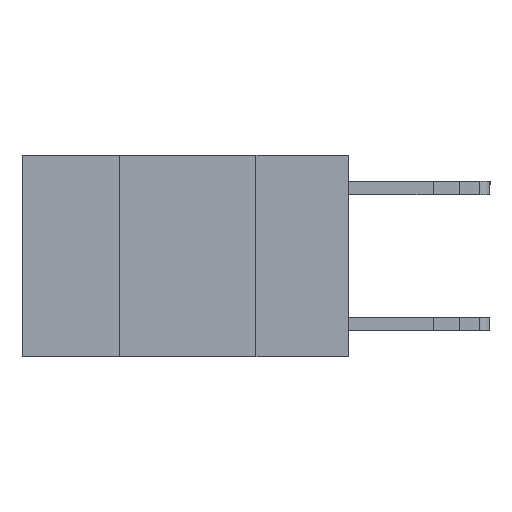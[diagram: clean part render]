
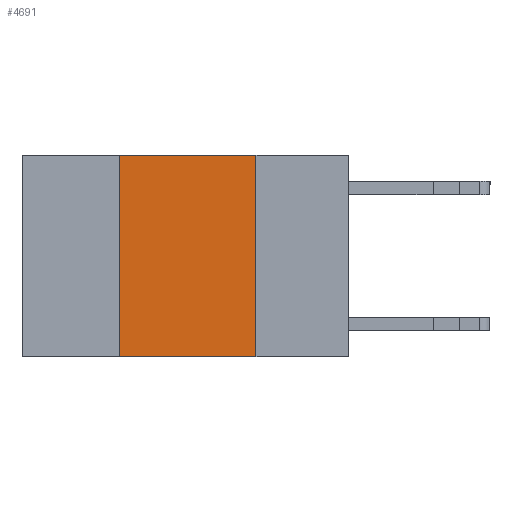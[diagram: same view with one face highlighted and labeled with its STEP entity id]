
A CAD part, left-side view. The second image highlights one B-rep face of the part: STEP entity #4691.
In plain terms, the highlighted planar face has unit normal (-1, 0, 0).
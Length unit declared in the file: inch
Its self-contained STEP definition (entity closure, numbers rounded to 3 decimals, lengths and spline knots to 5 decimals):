
#1612 = CARTESIAN_POINT ( 'NONE',  ( 0., 0.42, -0.37 ) ) ;
#1986 = ORIENTED_EDGE ( 'NONE', *, *, #10457, .T. ) ;
#2601 = ORIENTED_EDGE ( 'NONE', *, *, #8041, .F. ) ;
#4691 = ADVANCED_FACE ( 'NONE', ( #21566 ), #11216, .F. ) ;
#4713 = VERTEX_POINT ( 'NONE', #1612 ) ;
#4975 = EDGE_CURVE ( 'NONE', #4713, #20802, #24946, .T. ) ;
#5260 = EDGE_CURVE ( 'NONE', #20802, #19738, #21275, .T. ) ;
#5521 = EDGE_LOOP ( 'NONE', ( #2601, #8206, #12422, #1986 ) ) ;
#8041 = EDGE_CURVE ( 'NONE', #19738, #20948, #21959, .T. ) ;
#8206 = ORIENTED_EDGE ( 'NONE', *, *, #5260, .F. ) ;
#8914 = AXIS2_PLACEMENT_3D ( 'NONE', #19533, #9149, #25807 ) ;
#8999 = CARTESIAN_POINT ( 'NONE',  ( 0., 0.6, 0. ) ) ;
#9133 = CARTESIAN_POINT ( 'NONE',  ( 0., 0.42, 0. ) ) ;
#9149 = DIRECTION ( 'NONE',  ( 1., 0., 0. ) ) ;
#9322 = VECTOR ( 'NONE', #16785, 39.37008 ) ;
#10457 = EDGE_CURVE ( 'NONE', #4713, #20948, #14062, .T. ) ;
#10770 = CARTESIAN_POINT ( 'NONE',  ( 0., 0.42, 0. ) ) ;
#11216 = PLANE ( 'NONE',  #8914 ) ;
#12422 = ORIENTED_EDGE ( 'NONE', *, *, #4975, .F. ) ;
#13803 = CARTESIAN_POINT ( 'NONE',  ( 0., 0.17, 0. ) ) ;
#14062 = LINE ( 'NONE', #14190, #9322 ) ;
#14190 = CARTESIAN_POINT ( 'NONE',  ( 0., 0.6, -0.37 ) ) ;
#15717 = DIRECTION ( 'NONE',  ( 0., 0., -1. ) ) ;
#16785 = DIRECTION ( 'NONE',  ( 0., -1., 0. ) ) ;
#18953 = DIRECTION ( 'NONE',  ( 0., 0., 1. ) ) ;
#19533 = CARTESIAN_POINT ( 'NONE',  ( 0., 0.6, 0. ) ) ;
#19738 = VERTEX_POINT ( 'NONE', #21065 ) ;
#20802 = VERTEX_POINT ( 'NONE', #9133 ) ;
#20948 = VERTEX_POINT ( 'NONE', #25926 ) ;
#21065 = CARTESIAN_POINT ( 'NONE',  ( 0., 0.17, 0. ) ) ;
#21275 = LINE ( 'NONE', #8999, #26005 ) ;
#21277 = VECTOR ( 'NONE', #15717, 39.37008 ) ;
#21566 = FACE_OUTER_BOUND ( 'NONE', #5521, .T. ) ;
#21685 = DIRECTION ( 'NONE',  ( 0., -1., 0. ) ) ;
#21959 = LINE ( 'NONE', #13803, #21277 ) ;
#24946 = LINE ( 'NONE', #10770, #25455 ) ;
#25455 = VECTOR ( 'NONE', #18953, 39.37008 ) ;
#25807 = DIRECTION ( 'NONE',  ( 0., 0., -1. ) ) ;
#25926 = CARTESIAN_POINT ( 'NONE',  ( 0., 0.17, -0.37 ) ) ;
#26005 = VECTOR ( 'NONE', #21685, 39.37008 ) ;
